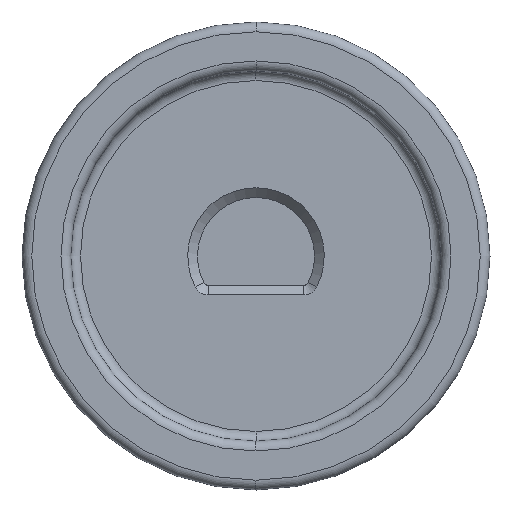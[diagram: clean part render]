
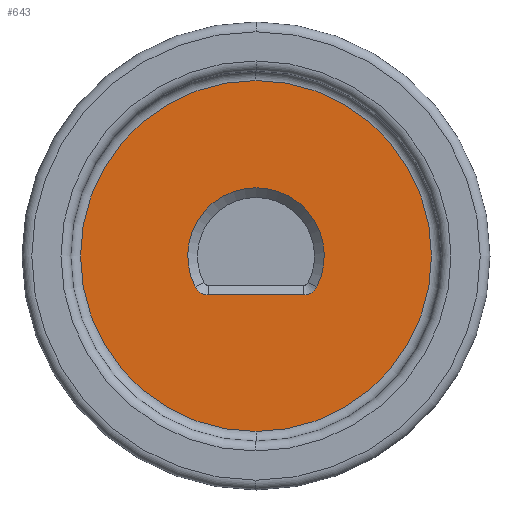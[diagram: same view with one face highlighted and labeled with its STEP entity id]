
A CAD part, front view. The second image highlights one B-rep face of the part: STEP entity #643.
In plain terms, the highlighted planar face has unit normal (0, -1, 0).
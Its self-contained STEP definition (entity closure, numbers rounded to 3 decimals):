
#211=CARTESIAN_POINT('',(0.,0.,0.));
#212=DIRECTION('',(0.,1.,0.));
#213=DIRECTION('',(0.,0.,1.));
#214=AXIS2_PLACEMENT_3D('',#211,#212,#213);
#219=CARTESIAN_POINT('',(0.,0.,0.));
#220=DIRECTION('',(0.,1.,0.));
#221=DIRECTION('',(0.,0.,-1.));
#222=AXIS2_PLACEMENT_3D('',#219,#220,#221);
#227=CARTESIAN_POINT('',(-2.449,0.,-1.25));
#228=DIRECTION('',(0.,1.,0.));
#229=DIRECTION('',(0.,0.,-1.));
#230=AXIS2_PLACEMENT_3D('',#227,#228,#229);
#235=DIRECTION('',(-1.,0.,0.));
#236=VECTOR('',#235,4.899);
#237=CARTESIAN_POINT('',(2.449,0.,
-2.));
#238=LINE('',#237,#236);
#242=CARTESIAN_POINT('',(2.449,0.,-1.25));
#243=DIRECTION('',(0.,1.,0.));
#244=DIRECTION('',(0.891,0.,-0.455));
#245=AXIS2_PLACEMENT_3D('',#242,#243,#244);
#250=CARTESIAN_POINT('',(0.,0.,0.));
#251=DIRECTION('',(0.,1.,0.));
#252=DIRECTION('',(-0.891,0.,-0.455));
#253=AXIS2_PLACEMENT_3D('',#250,#251,#252);
#494=CARTESIAN_POINT('',(0.,0.,9.));
#495=CARTESIAN_POINT('',(0.,0.,-9.));
#496=VERTEX_POINT('',#494);
#497=VERTEX_POINT('',#495);
#518=CARTESIAN_POINT('',(-2.449,0.,-2.));
#519=CARTESIAN_POINT('',(-3.118,0.,-1.591));
#520=VERTEX_POINT('',#518);
#521=VERTEX_POINT('',#519);
#526=CARTESIAN_POINT('',(3.118,0.,-1.591));
#527=VERTEX_POINT('',#526);
#530=CARTESIAN_POINT('',(2.449,0.,-2.));
#531=VERTEX_POINT('',#530);
#623=CARTESIAN_POINT('',(0.,0.,0.));
#624=DIRECTION('',(0.,1.,0.));
#625=DIRECTION('',(0.,0.,-1.));
#626=AXIS2_PLACEMENT_3D('',#623,#624,#625);
#627=PLANE('',#626);
#629=ORIENTED_EDGE('',*,*,#628,.T.);
#630=ORIENTED_EDGE('',*,*,#613,.T.);
#631=EDGE_LOOP('',(#629,#630));
#632=FACE_OUTER_BOUND('',#631,.F.);
#634=ORIENTED_EDGE('',*,*,#633,.F.);
#636=ORIENTED_EDGE('',*,*,#635,.F.);
#638=ORIENTED_EDGE('',*,*,#637,.F.);
#640=ORIENTED_EDGE('',*,*,#639,.F.);
#641=EDGE_LOOP('',(#634,#636,#638,#640));
#642=FACE_BOUND('',#641,.F.);
#215=CIRCLE('',#214,9.);
#223=CIRCLE('',#222,9.);
#231=CIRCLE('',#230,0.75);
#246=CIRCLE('',#245,0.75);
#254=CIRCLE('',#253,3.5);
#613=EDGE_CURVE('',#497,#496,#223,.T.);
#628=EDGE_CURVE('',#496,#497,#215,.T.);
#633=EDGE_CURVE('',#520,#521,#231,.T.);
#635=EDGE_CURVE('',#531,#520,#238,.T.);
#637=EDGE_CURVE('',#527,#531,#246,.T.);
#639=EDGE_CURVE('',#521,#527,#254,.T.);
#643=ADVANCED_FACE('',(#632,#642),#627,.F.);
